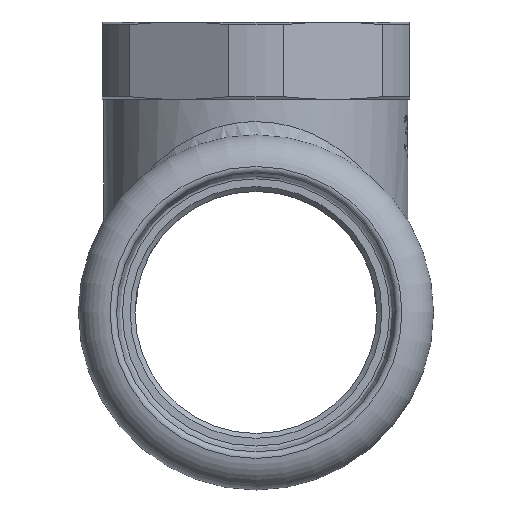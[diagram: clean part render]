
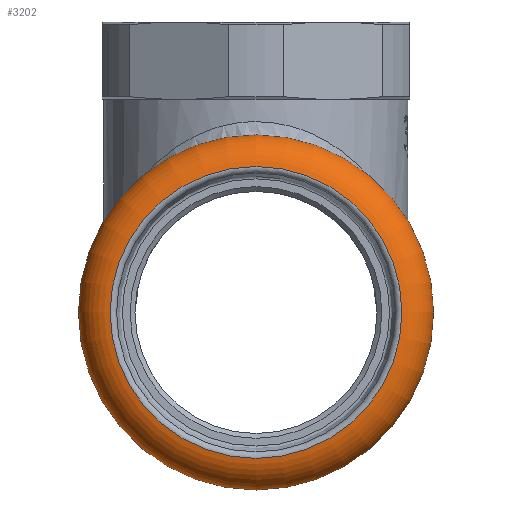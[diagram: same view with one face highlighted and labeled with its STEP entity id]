
A CAD part, left-side view. The second image highlights one B-rep face of the part: STEP entity #3202.
In plain terms, the highlighted toroidal (fillet/blend) face has major radius 14.611 mm and minor radius 3.742 mm.
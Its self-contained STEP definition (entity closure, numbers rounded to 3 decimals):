
#790=FACE_OUTER_BOUND('',#981,.T.);
#981=EDGE_LOOP('',(#2173,#2174,#2175,#2176,#2177,#2178));
#1199=CIRCLE('',#3426,15.074);
#1200=CIRCLE('',#3427,15.074);
#1201=CIRCLE('',#3428,3.742);
#1202=CIRCLE('',#3429,15.7);
#1203=CIRCLE('',#3430,15.7);
#1308=VERTEX_POINT('',#4258);
#1309=VERTEX_POINT('',#4259);
#1310=VERTEX_POINT('',#4262);
#1311=VERTEX_POINT('',#4264);
#1652=EDGE_CURVE('',#1308,#1309,#1199,.T.);
#1653=EDGE_CURVE('',#1309,#1308,#1200,.T.);
#1654=EDGE_CURVE('',#1309,#1310,#1201,.T.);
#1655=EDGE_CURVE('',#1310,#1311,#1202,.T.);
#1656=EDGE_CURVE('',#1311,#1310,#1203,.T.);
#2173=ORIENTED_EDGE('',*,*,#1652,.F.);
#2174=ORIENTED_EDGE('',*,*,#1653,.F.);
#2175=ORIENTED_EDGE('',*,*,#1654,.T.);
#2176=ORIENTED_EDGE('',*,*,#1655,.T.);
#2177=ORIENTED_EDGE('',*,*,#1656,.T.);
#2178=ORIENTED_EDGE('',*,*,#1654,.F.);
#3189=TOROIDAL_SURFACE('',#3425,14.611,3.742);
#3202=ADVANCED_FACE('',(#790),#3189,.T.);
#3425=AXIS2_PLACEMENT_3D('',#4257,#3659,#3660);
#3426=AXIS2_PLACEMENT_3D('',#4260,#3661,#3662);
#3427=AXIS2_PLACEMENT_3D('',#4261,#3663,#3664);
#3428=AXIS2_PLACEMENT_3D('',#4263,#3665,#3666);
#3429=AXIS2_PLACEMENT_3D('',#4265,#3667,#3668);
#3430=AXIS2_PLACEMENT_3D('',#4266,#3669,#3670);
#3659=DIRECTION('center_axis',(-1.,0.,0.));
#3660=DIRECTION('ref_axis',(0.,0.,1.));
#3661=DIRECTION('center_axis',(-1.,0.,0.));
#3662=DIRECTION('ref_axis',(0.,0.,1.));
#3663=DIRECTION('center_axis',(-1.,0.,0.));
#3664=DIRECTION('ref_axis',(0.,0.,1.));
#3665=DIRECTION('center_axis',(0.,-1.,0.));
#3666=DIRECTION('ref_axis',(0.,0.,-1.));
#3667=DIRECTION('center_axis',(-1.,0.,0.));
#3668=DIRECTION('ref_axis',(0.,0.,1.));
#3669=DIRECTION('center_axis',(-1.,0.,0.));
#3670=DIRECTION('ref_axis',(0.,0.,1.));
#4257=CARTESIAN_POINT('Origin',(-40.282,0.,0.));
#4258=CARTESIAN_POINT('',(-43.995,0.,15.074));
#4259=CARTESIAN_POINT('',(-43.995,0.,-15.074));
#4260=CARTESIAN_POINT('Origin',(-43.995,0.,0.));
#4261=CARTESIAN_POINT('Origin',(-43.995,0.,0.));
#4262=CARTESIAN_POINT('',(-36.703,0.,-15.7));
#4263=CARTESIAN_POINT('Origin',(-40.282,0.,
-14.611));
#4264=CARTESIAN_POINT('',(-36.703,0.,15.7));
#4265=CARTESIAN_POINT('Origin',(-36.703,0.,
0.));
#4266=CARTESIAN_POINT('Origin',(-36.703,0.,
0.));
